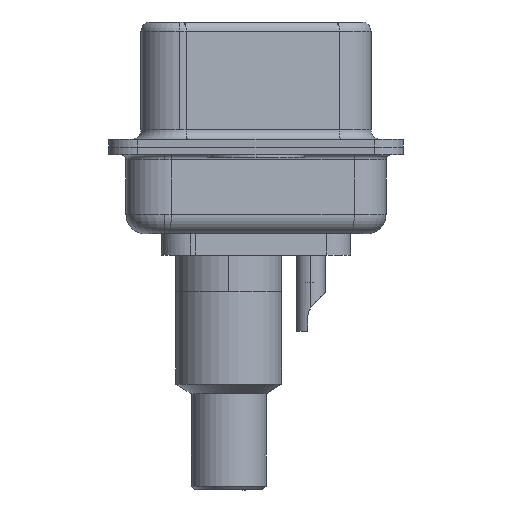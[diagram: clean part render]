
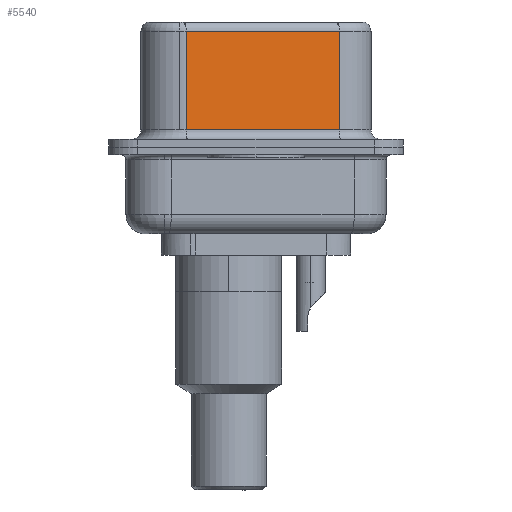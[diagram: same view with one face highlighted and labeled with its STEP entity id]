
A CAD part, left-side view. The second image highlights one B-rep face of the part: STEP entity #5540.
In plain terms, the highlighted planar face has unit normal (-0.985, -0.174, 0).
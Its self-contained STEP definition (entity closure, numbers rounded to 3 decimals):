
#336 = LINE ( 'NONE', #19402, #10563 ) ;
#398 = ORIENTED_EDGE ( 'NONE', *, *, #1205, .T. ) ;
#899 = VECTOR ( 'NONE', #11784, 1000. ) ;
#1205 = EDGE_CURVE ( 'NONE', #8445, #5617, #19225, .T. ) ;
#2409 = LINE ( 'NONE', #7617, #20505 ) ;
#2842 = VERTEX_POINT ( 'NONE', #14961 ) ;
#3103 = CARTESIAN_POINT ( 'NONE',  ( 5.132, -4.322, 6.52 ) ) ;
#3105 = CARTESIAN_POINT ( 'NONE',  ( 3.73, 3.628, 0.9 ) ) ;
#4698 = CARTESIAN_POINT ( 'NONE',  ( 3.73, 3.628, 6.52 ) ) ;
#5168 = CARTESIAN_POINT ( 'NONE',  ( 3.73, 3.628, 6.02 ) ) ;
#5540 = ADVANCED_FACE ( 'NONE', ( #14479 ), #15360, .F. ) ;
#5617 = VERTEX_POINT ( 'NONE', #5168 ) ;
#6655 = DIRECTION ( 'NONE',  ( -0.174, 0.985, 0. ) ) ;
#7617 = CARTESIAN_POINT ( 'NONE',  ( 5.132, -4.322, 0.9 ) ) ;
#8252 = ORIENTED_EDGE ( 'NONE', *, *, #16865, .T. ) ;
#8283 = EDGE_CURVE ( 'NONE', #8445, #2842, #336, .T. ) ;
#8445 = VERTEX_POINT ( 'NONE', #13318 ) ;
#9372 = DIRECTION ( 'NONE',  ( 0.174, -0.985, 0. ) ) ;
#10393 = VERTEX_POINT ( 'NONE', #3105 ) ;
#10563 = VECTOR ( 'NONE', #17644, 1000. ) ;
#11784 = DIRECTION ( 'NONE',  ( 0., 0., -1. ) ) ;
#12437 = CARTESIAN_POINT ( 'NONE',  ( 5.132, -4.322, 6.02 ) ) ;
#12607 = EDGE_LOOP ( 'NONE', ( #18384, #398, #22538, #8252 ) ) ;
#13318 = CARTESIAN_POINT ( 'NONE',  ( 5.132, -4.322, 6.02 ) ) ;
#14181 = DIRECTION ( 'NONE',  ( -0.174, 0.985, 0. ) ) ;
#14479 = FACE_OUTER_BOUND ( 'NONE', #12607, .T. ) ;
#14575 = VECTOR ( 'NONE', #14181, 1000. ) ;
#14961 = CARTESIAN_POINT ( 'NONE',  ( 5.132, -4.322, 0.9 ) ) ;
#15360 = PLANE ( 'NONE',  #19264 ) ;
#16865 = EDGE_CURVE ( 'NONE', #10393, #2842, #2409, .T. ) ;
#17122 = DIRECTION ( 'NONE',  ( 0.985, 0.174, 0. ) ) ;
#17644 = DIRECTION ( 'NONE',  ( 0., 0., -1. ) ) ;
#18384 = ORIENTED_EDGE ( 'NONE', *, *, #8283, .F. ) ;
#19225 = LINE ( 'NONE', #12437, #14575 ) ;
#19264 = AXIS2_PLACEMENT_3D ( 'NONE', #3103, #17122, #6655 ) ;
#19402 = CARTESIAN_POINT ( 'NONE',  ( 5.132, -4.322, 6.52 ) ) ;
#19568 = EDGE_CURVE ( 'NONE', #5617, #10393, #19600, .T. ) ;
#19600 = LINE ( 'NONE', #4698, #899 ) ;
#20505 = VECTOR ( 'NONE', #9372, 1000. ) ;
#22538 = ORIENTED_EDGE ( 'NONE', *, *, #19568, .T. ) ;
